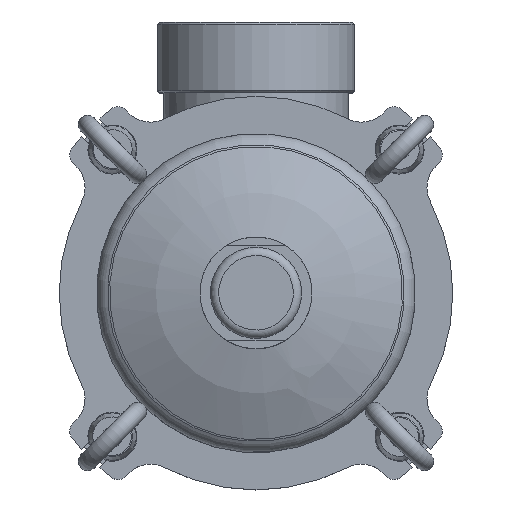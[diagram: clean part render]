
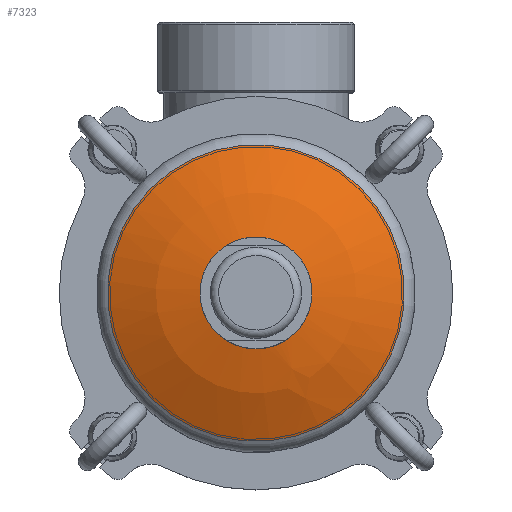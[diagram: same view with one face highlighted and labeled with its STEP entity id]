
A CAD part, top view. The second image highlights one B-rep face of the part: STEP entity #7323.
In plain terms, the highlighted spherical face has radius 154 mm.
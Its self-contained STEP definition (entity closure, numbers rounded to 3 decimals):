
#25=SPHERICAL_SURFACE('',#9322,154.);
#2185=ORIENTED_EDGE('',*,*,#3859,.F.);
#2186=ORIENTED_EDGE('',*,*,#3860,.T.);
#3859=EDGE_CURVE('',#4765,#4765,#5411,.T.);
#3860=EDGE_CURVE('',#4766,#4766,#5412,.T.);
#4765=VERTEX_POINT('',#14784);
#4766=VERTEX_POINT('',#14786);
#5411=CIRCLE('',#9323,71.653);
#5412=CIRCLE('',#9324,24.);
#5853=EDGE_LOOP('',(#2185));
#5854=EDGE_LOOP('',(#2186));
#6515=FACE_BOUND('',#5853,.T.);
#6516=FACE_BOUND('',#5854,.T.);
#7323=ADVANCED_FACE('',(#6515,#6516),#25,.T.);
#9322=AXIS2_PLACEMENT_3D('',#14782,#10727,#10728);
#9323=AXIS2_PLACEMENT_3D('',#14783,#10729,#10730);
#9324=AXIS2_PLACEMENT_3D('',#14785,#10731,#10732);
#10727=DIRECTION('',(0.,1.,0.));
#10728=DIRECTION('',(1.,0.,0.));
#10729=DIRECTION('',(0.,1.,0.));
#10730=DIRECTION('',(0.,0.,1.));
#10731=DIRECTION('',(0.,1.,0.));
#10732=DIRECTION('',(0.,0.,1.));
#14782=CARTESIAN_POINT('',(0.,154.,0.));
#14783=CARTESIAN_POINT('',(0.,17.685,0.));
#14784=CARTESIAN_POINT('',(0.,17.685,71.653));
#14785=CARTESIAN_POINT('',(0.,1.882,0.));
#14786=CARTESIAN_POINT('',(0.,1.882,24.));
